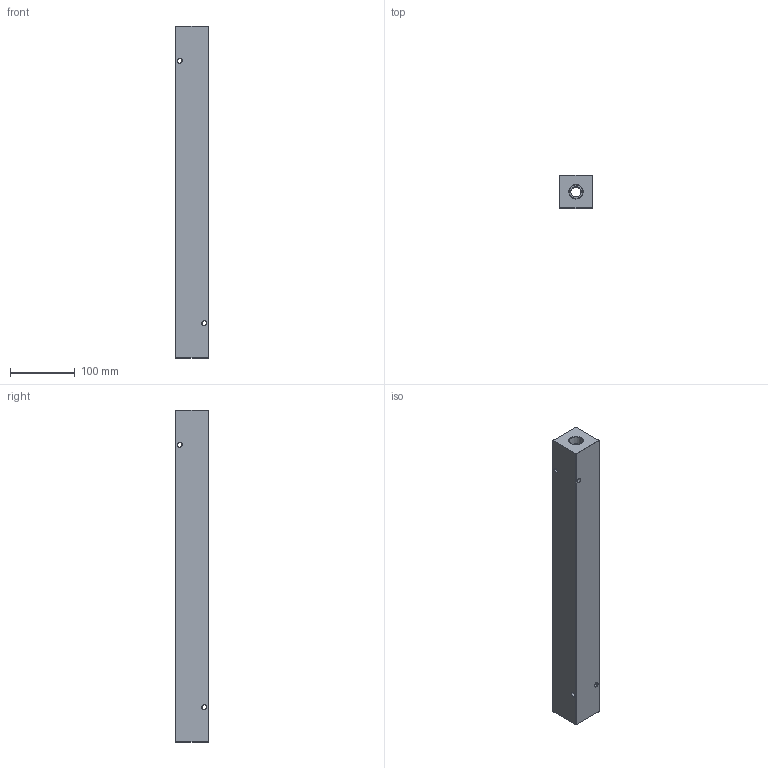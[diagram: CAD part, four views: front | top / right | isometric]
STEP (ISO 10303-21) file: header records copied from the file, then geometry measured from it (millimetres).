
FILE_DESCRIPTION (( 'STEP AP203' ), '1' );
FILE_NAME ('HM-10-90-P-8-4.STEP', '2020-10-30T13:32:01', ( '' ), ( '' ), 'SwSTEP 2.0', 'SolidWorks 2019', '' );
FILE_SCHEMA (( 'CONFIG_CONTROL_DESIGN' ));
Length unit declared in the file: inch
Products named in the file (1): HM-10-90-P-8-4
Bounding box: 50.8 x 50.8 x 514.35 mm (x, y, z)
Volume: 1170088.6 mm3; surface area: 148886.9 mm2
Topology: 1 solids, 1 shells, 582 faces, 1501 edges, 978 vertices
Faces by surface type: plane 266, bspline 194, cone 64, cylinder 58
Entity records: 28952 total; most frequent: CARTESIAN_POINT 15896, ORIENTED_EDGE 3002, DIRECTION 2011, EDGE_CURVE 1501, VERTEX_POINT 978, VECTOR 881, LINE 881, EDGE_LOOP 693
